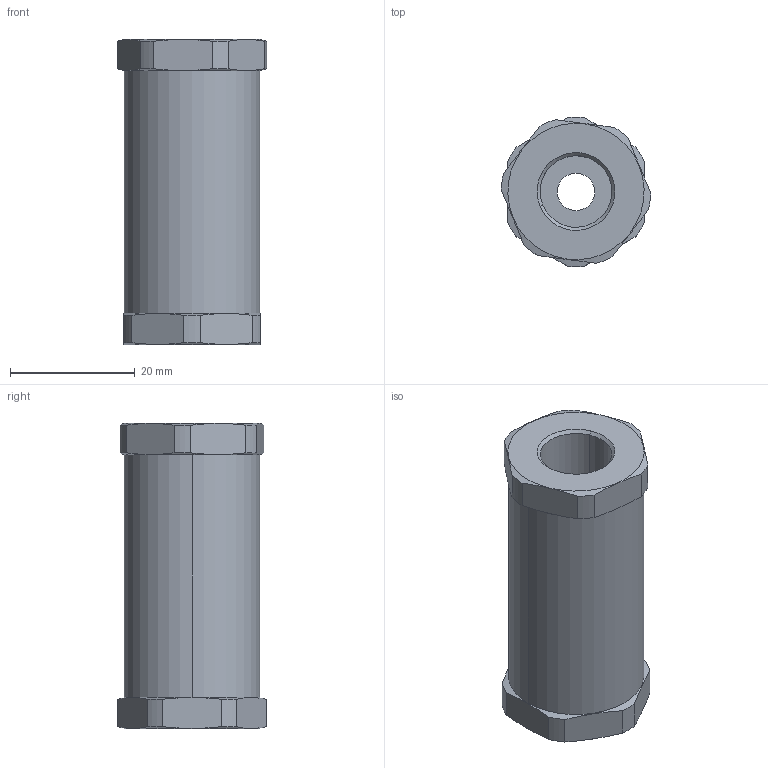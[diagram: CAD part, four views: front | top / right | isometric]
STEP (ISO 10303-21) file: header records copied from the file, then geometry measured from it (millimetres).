
FILE_DESCRIPTION (( 'STEP AP214' ), '1' );
FILE_NAME ('1707804 281A0211-1-4 (Webzeichnung).STEP', '2014-11-25T14:43:42', ( 'W8' ), ( '' ), 'SwSTEP 2.0', 'SolidWorks 2014', '' );
FILE_SCHEMA (( 'AUTOMOTIVE_DESIGN' ));
Length unit declared in the file: millimetre
Products named in the file (3): 1710970 Deckel  1-4 Zoll 281A606_01; 1710969 HOSEGUARD GEHÄUSE BLAU 281 A 604 1-4_01; 1707804 281A0211-1-4 (Webzeichnung)
Assembly tree (2 placements, depth 2):
  1707804 281A0211-1-4 (Webzeichnung)
    1710969 HOSEGUARD GEHÄUSE BLAU 281 A 604 1-4_01
    1710970 Deckel  1-4 Zoll 281A606_01
Bounding box: 24 x 23.98 x 49 mm (x, y, z)
Volume: 12157.1 mm3; surface area: 7500 mm2
Topology: 2 solids, 2 shells, 73 faces, 174 edges, 108 vertices
Faces by surface type: cylinder 30, cone 24, plane 19
Entity records: 2789 total; most frequent: CARTESIAN_POINT 488, DIRECTION 374, ORIENTED_EDGE 348, EDGE_CURVE 174, AXIS2_PLACEMENT_3D 154, VERTEX_POINT 108, EDGE_LOOP 80, CIRCLE 76
